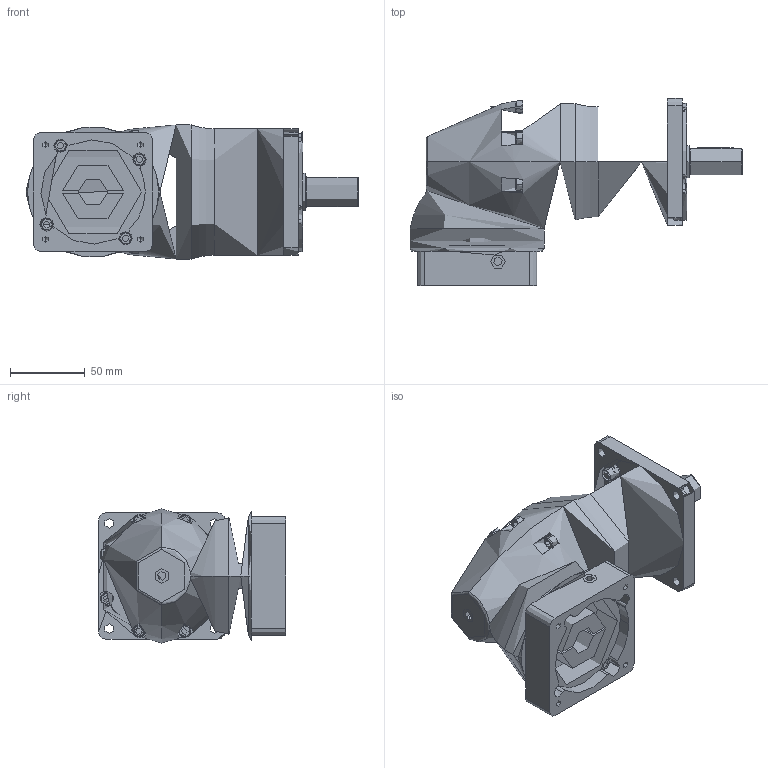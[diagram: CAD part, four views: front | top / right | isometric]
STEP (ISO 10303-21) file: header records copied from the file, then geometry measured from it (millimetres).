
FILE_DESCRIPTION (( 'STEP AP203' ), '1' );
FILE_NAME ('PZF085A-L2£¨19-35 70-3 4-5.5-90£©.STEP', '2022-06-05T08:36:27', ( '' ), ( '' ), 'SwSTEP 2.0', 'SolidWorks 2021', '' );
FILE_SCHEMA (( 'CONFIG_CONTROL_DESIGN' ));
Length unit declared in the file: millimetre
Products named in the file (1): PZF085A-L2（19-35 70-3 4-5.5-90）
Bounding box: 222.8 x 125.51 x 90.02 mm (x, y, z)
Volume: 69.1 mm3
Topology: 4 solids, 22 shells, 439 faces, 1006 edges, 670 vertices
Faces by surface type: plane 217, cylinder 145, torus 63, cone 14
Full cylindrical faces by diameter (mm): 4 x1, 4.2 x1, 6.5 x2, 9 x3, 10 x3, 85 x1, 85.02 x1
Entity records: 13430 total; most frequent: CARTESIAN_POINT 2793, DIRECTION 2373, ORIENTED_EDGE 2106, EDGE_CURVE 1034, AXIS2_PLACEMENT_3D 911, VERTEX_POINT 669, LINE 551, VECTOR 551
